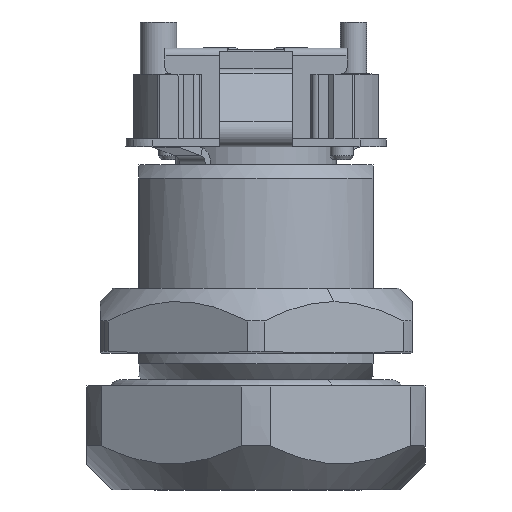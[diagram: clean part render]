
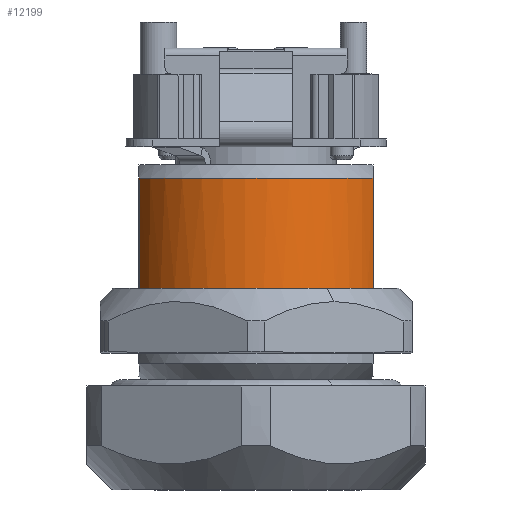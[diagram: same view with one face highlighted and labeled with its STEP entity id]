
A CAD part, front view. The second image highlights one B-rep face of the part: STEP entity #12199.
In plain terms, the highlighted cylindrical face has radius 5 mm (diameter 10 mm), a partial arc.
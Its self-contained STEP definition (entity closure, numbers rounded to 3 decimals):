
#12172=AXIS2_PLACEMENT_3D('Cylinder Axis2P3D',#12169,#12170,#12171) ;
#12183=AXIS2_PLACEMENT_3D('Circle Axis2P3D',#12181,#12182,$) ;
#12062=CARTESIAN_POINT('Vertex',(2.,5.021,7.75)) ;
#12091=CARTESIAN_POINT('Vertex',(11.,5.021,7.75)) ;
#12095=CARTESIAN_POINT('Control Point',(2.,5.021,7.75)) ;
#12096=CARTESIAN_POINT('Control Point',(2.239,4.528,7.75)) ;
#12097=CARTESIAN_POINT('Control Point',(2.545,4.067,7.75)) ;
#12098=CARTESIAN_POINT('Control Point',(2.913,3.652,7.75)) ;
#12099=CARTESIAN_POINT('Control Point',(3.753,2.933,7.75)) ;
#12100=CARTESIAN_POINT('Control Point',(4.755,2.466,7.75)) ;
#12101=CARTESIAN_POINT('Control Point',(5.285,2.303,7.75)) ;
#12102=CARTESIAN_POINT('Control Point',(6.377,2.126,7.75)) ;
#12103=CARTESIAN_POINT('Control Point',(7.475,2.25,7.75)) ;
#12104=CARTESIAN_POINT('Control Point',(8.013,2.387,7.75)) ;
#12105=CARTESIAN_POINT('Control Point',(9.037,2.804,7.75)) ;
#12106=CARTESIAN_POINT('Control Point',(9.91,3.482,7.75)) ;
#12107=CARTESIAN_POINT('Control Point',(10.298,3.879,7.75)) ;
#12108=CARTESIAN_POINT('Control Point',(10.655,4.363,7.75)) ;
#12109=CARTESIAN_POINT('Control Point',(10.935,4.89,7.75)) ;
#12110=CARTESIAN_POINT('Control Point',(10.957,4.933,7.75)) ;
#12111=CARTESIAN_POINT('Control Point',(10.979,4.977,7.75)) ;
#12112=CARTESIAN_POINT('Control Point',(11.,5.021,7.75)) ;
#12169=CARTESIAN_POINT('Axis2P3D Location',(6.5,7.2,8.675)) ;
#12174=CARTESIAN_POINT('Line Origine',(11.,5.021,8.675)) ;
#12178=CARTESIAN_POINT('Vertex',(11.,5.021,12.)) ;
#12181=CARTESIAN_POINT('Axis2P3D Location',(6.5,7.2,12.)) ;
#12185=CARTESIAN_POINT('Vertex',(2.,5.021,12.)) ;
#12188=CARTESIAN_POINT('Line Origine',(2.,5.021,8.675)) ;
#12170=DIRECTION('Axis2P3D Direction',(0.,0.,-1.)) ;
#12171=DIRECTION('Axis2P3D XDirection',(1.,0.,0.)) ;
#12175=DIRECTION('Vector Direction',(0.,0.,-1.)) ;
#12182=DIRECTION('Axis2P3D Direction',(0.,0.,-1.)) ;
#12189=DIRECTION('Vector Direction',(0.,0.,-1.)) ;
#12176=VECTOR('Line Direction',#12175,1.) ;
#12190=VECTOR('Line Direction',#12189,1.) ;
#12194=ORIENTED_EDGE('',*,*,#12113,.T.) ;
#12195=ORIENTED_EDGE('',*,*,#12180,.T.) ;
#12196=ORIENTED_EDGE('',*,*,#12187,.F.) ;
#12197=ORIENTED_EDGE('',*,*,#12192,.T.) ;
#12199=ADVANCED_FACE('V3',(#12198),#12173,.T.) ;
#12094=B_SPLINE_CURVE_WITH_KNOTS('',5,(#12095,#12096,#12097,#12098,#12099,#12100,#12101,#12102,#12103,#12104,#12105,#12106,#12107,#12108,#12109,#12110,#12111,#12112),.UNSPECIFIED.,.F.,.U.,(6,3,3,3,3,6),(0.,3.873,7.746,11.619,15.492,15.836),.UNSPECIFIED.) ;
#12184=CIRCLE('generated circle',#12183,5.) ;
#12173=CYLINDRICAL_SURFACE('generated cylinder',#12172,5.) ;
#12113=EDGE_CURVE('',#12063,#12092,#12094,.T.) ;
#12180=EDGE_CURVE('',#12092,#12179,#12177,.F.) ;
#12187=EDGE_CURVE('',#12186,#12179,#12184,.F.) ;
#12192=EDGE_CURVE('',#12186,#12063,#12191,.T.) ;
#12193=EDGE_LOOP('',(#12194,#12195,#12196,#12197)) ;
#12198=FACE_OUTER_BOUND('',#12193,.T.) ;
#12177=LINE('Line',#12174,#12176) ;
#12191=LINE('Line',#12188,#12190) ;
#12063=VERTEX_POINT('',#12062) ;
#12092=VERTEX_POINT('',#12091) ;
#12179=VERTEX_POINT('',#12178) ;
#12186=VERTEX_POINT('',#12185) ;
